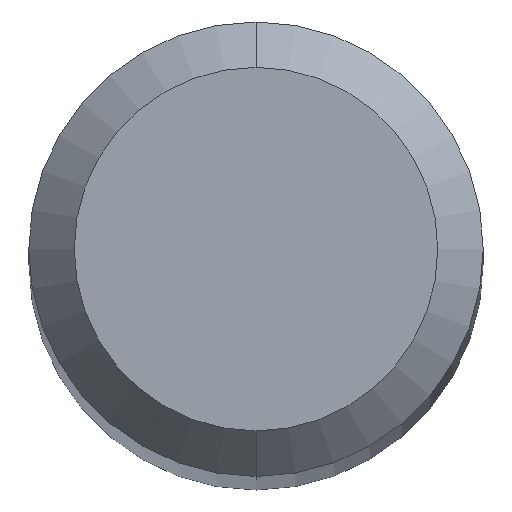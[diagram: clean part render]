
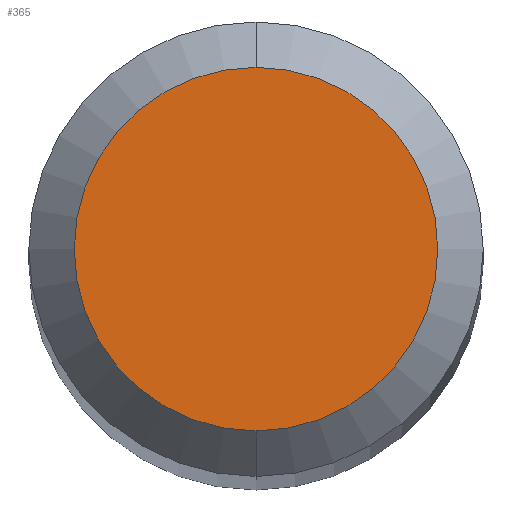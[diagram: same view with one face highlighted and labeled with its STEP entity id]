
A CAD part, top view. The second image highlights one B-rep face of the part: STEP entity #365.
In plain terms, the highlighted planar face has unit normal (0, 0, 1).
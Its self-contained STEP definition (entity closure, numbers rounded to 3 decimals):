
#325=EDGE_CURVE('',#435,#359,#669,.T.);
#359=VERTEX_POINT('',#709);
#365=ADVANCED_FACE('',(#715),#716,.T.);
#435=VERTEX_POINT('',#796);
#467=EDGE_CURVE('',#359,#435,#828,.T.);
#669=CIRCLE('',#1808,1.2);
#709=CARTESIAN_POINT('',(0.0,1.2,0.0));
#715=FACE_OUTER_BOUND('',#2198,.T.);
#716=PLANE('',#2199);
#796=CARTESIAN_POINT('',(0.,-1.2,0.0));
#828=CIRCLE('',#3736,1.2);
#1808=AXIS2_PLACEMENT_3D('',#4124,#4125,#4126);
#2198=EDGE_LOOP('',(#4202,#4203));
#2199=AXIS2_PLACEMENT_3D('',#4204,#4205,#4206);
#3736=AXIS2_PLACEMENT_3D('',#4316,#4317,#4318);
#4124=CARTESIAN_POINT('',(0.0,0.0,0.0));
#4125=DIRECTION('',(0.0,0.0,-1.0));
#4126=DIRECTION('',(0.0,1.0,0.0));
#4202=ORIENTED_EDGE('',*,*,#467,.F.);
#4203=ORIENTED_EDGE('',*,*,#325,.F.);
#4204=CARTESIAN_POINT('',(0.0,0.6,0.0));
#4205=DIRECTION('',(-0.0,0.0,1.0));
#4206=DIRECTION('',(0.0,-1.0,0.0));
#4316=CARTESIAN_POINT('',(0.0,0.0,0.0));
#4317=DIRECTION('',(0.0,0.0,-1.0));
#4318=DIRECTION('',(0.0,1.0,0.0));
